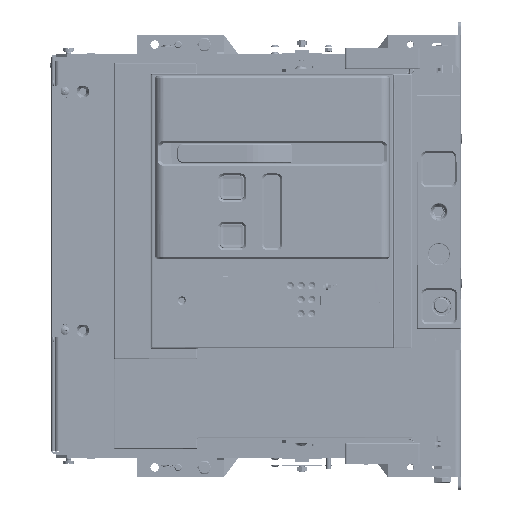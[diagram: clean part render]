
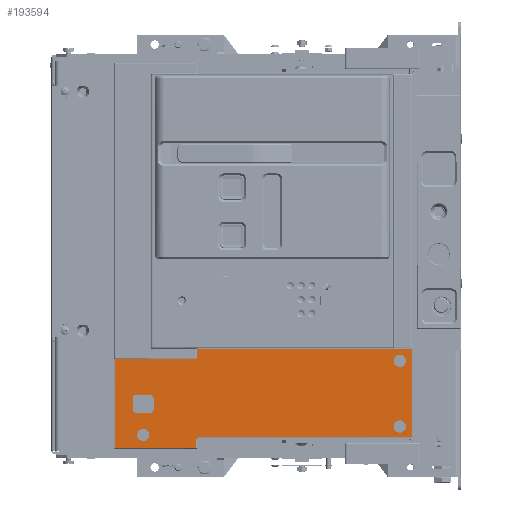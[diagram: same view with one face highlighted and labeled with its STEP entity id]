
A CAD part, left-side view. The second image highlights one B-rep face of the part: STEP entity #193594.
In plain terms, the highlighted planar face has unit normal (-1, 0, 0).
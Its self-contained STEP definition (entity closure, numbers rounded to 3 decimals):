
#56926=DIRECTION('',(0.,0.,-1.));
#56927=VECTOR('',#56926,94.);
#56928=CARTESIAN_POINT('',(-235.,317.,-14.5));
#56929=LINE('',#56928,#56927);
#56934=DIRECTION('',(0.,-1.,0.));
#56935=VECTOR('',#56934,88.);
#56936=CARTESIAN_POINT('',(-235.,317.,-14.5));
#56937=LINE('',#56936,#56935);
#56938=DIRECTION('',(0.,0.,1.));
#56939=VECTOR('',#56938,10.);
#56940=CARTESIAN_POINT('',(-235.,229.,-14.5));
#56941=LINE('',#56940,#56939);
#56942=CARTESIAN_POINT('',(-235.,228.,-4.5));
#56943=DIRECTION('',(1.,0.,0.));
#56944=DIRECTION('',(0.,1.,0.));
#56945=AXIS2_PLACEMENT_3D('',#56942,#56943,#56944);
#56947=DIRECTION('',(0.,-1.,0.));
#56948=VECTOR('',#56947,227.);
#56949=CARTESIAN_POINT('',(-235.,228.,-3.5));
#56950=LINE('',#56949,#56948);
#56951=CARTESIAN_POINT('',(-235.,227.,-100.5));
#56952=DIRECTION('',(-1.,0.,0.));
#56953=DIRECTION('',(0.,0.,1.));
#56954=AXIS2_PLACEMENT_3D('',#56951,#56952,#56953);
#56956=CARTESIAN_POINT('',(-235.,286.5,-95.));
#56957=DIRECTION('',(-1.,0.,0.));
#56958=DIRECTION('',(0.,-1.,0.));
#56959=AXIS2_PLACEMENT_3D('',#56956,#56957,#56958);
#56961=CARTESIAN_POINT('',(-235.,286.5,-95.));
#56962=DIRECTION('',(-1.,0.,0.));
#56963=DIRECTION('',(0.,1.,0.));
#56964=AXIS2_PLACEMENT_3D('',#56961,#56962,#56963);
#56966=CARTESIAN_POINT('',(-235.,13.5,-86.));
#56967=DIRECTION('',(-1.,0.,0.));
#56968=DIRECTION('',(0.,-1.,0.));
#56969=AXIS2_PLACEMENT_3D('',#56966,#56967,#56968);
#56971=CARTESIAN_POINT('',(-235.,13.5,-86.));
#56972=DIRECTION('',(-1.,0.,0.));
#56973=DIRECTION('',(0.,1.,0.));
#56974=AXIS2_PLACEMENT_3D('',#56971,#56972,#56973);
#56976=CARTESIAN_POINT('',(-235.,13.5,-16.));
#56977=DIRECTION('',(-1.,0.,0.));
#56978=DIRECTION('',(0.,-1.,0.));
#56979=AXIS2_PLACEMENT_3D('',#56976,#56977,#56978);
#56981=CARTESIAN_POINT('',(-235.,13.5,-16.));
#56982=DIRECTION('',(-1.,0.,0.));
#56983=DIRECTION('',(0.,1.,0.));
#56984=AXIS2_PLACEMENT_3D('',#56981,#56982,#56983);
#56986=CARTESIAN_POINT('',(-235.,294.1,-68.1));
#56987=DIRECTION('',(-1.,0.,0.));
#56988=DIRECTION('',(0.,1.,0.));
#56989=AXIS2_PLACEMENT_3D('',#56986,#56987,#56988);
#56991=DIRECTION('',(0.,-1.,0.));
#56992=VECTOR('',#56991,15.2);
#56993=CARTESIAN_POINT('',(-235.,294.1,-71.5));
#56994=LINE('',#56993,#56992);
#56995=CARTESIAN_POINT('',(-235.,278.9,-68.1));
#56996=DIRECTION('',(-1.,0.,0.));
#56997=DIRECTION('',(0.,0.,-1.));
#56998=AXIS2_PLACEMENT_3D('',#56995,#56996,#56997);
#57000=DIRECTION('',(0.,0.,1.));
#57001=VECTOR('',#57000,12.2);
#57002=CARTESIAN_POINT('',(-235.,275.5,-68.1));
#57003=LINE('',#57002,#57001);
#57004=CARTESIAN_POINT('',(-235.,278.9,-55.9));
#57005=DIRECTION('',(-1.,0.,0.));
#57006=DIRECTION('',(0.,-1.,0.));
#57007=AXIS2_PLACEMENT_3D('',#57004,#57005,#57006);
#57009=DIRECTION('',(0.,1.,0.));
#57010=VECTOR('',#57009,15.2);
#57011=CARTESIAN_POINT('',(-235.,278.9,-52.5));
#57012=LINE('',#57011,#57010);
#57013=CARTESIAN_POINT('',(-235.,294.1,-55.9));
#57014=DIRECTION('',(-1.,0.,0.));
#57015=DIRECTION('',(0.,0.,1.));
#57016=AXIS2_PLACEMENT_3D('',#57013,#57014,#57015);
#57018=DIRECTION('',(0.,0.,-1.));
#57019=VECTOR('',#57018,12.2);
#57020=CARTESIAN_POINT('',(-235.,297.5,-55.9));
#57021=LINE('',#57020,#57019);
#57026=DIRECTION('',(0.,0.,1.));
#57027=VECTOR('',#57026,94.);
#57028=CARTESIAN_POINT('',(-235.,1.,-97.5));
#57029=LINE('',#57028,#57027);
#57054=DIRECTION('',(0.,-1.,0.));
#57055=VECTOR('',#57054,226.);
#57056=CARTESIAN_POINT('',(-235.,227.,-97.5));
#57057=LINE('',#57056,#57055);
#57073=DIRECTION('',(0.,0.,1.));
#57074=VECTOR('',#57073,8.);
#57075=CARTESIAN_POINT('',(-235.,230.,-108.5));
#57076=LINE('',#57075,#57074);
#57097=DIRECTION('',(0.,-1.,0.));
#57098=VECTOR('',#57097,87.);
#57099=CARTESIAN_POINT('',(-235.,317.,-108.5));
#57100=LINE('',#57099,#57098);
#106733=CARTESIAN_POINT('',(-235.,229.,-14.5));
#106734=VERTEX_POINT('',#106733);
#106735=CARTESIAN_POINT('',(-235.,317.,-14.5));
#106736=VERTEX_POINT('',#106735);
#106745=CARTESIAN_POINT('',(-235.,229.,-4.5));
#106746=VERTEX_POINT('',#106745);
#106747=CARTESIAN_POINT('',(-235.,228.,-3.5));
#106748=VERTEX_POINT('',#106747);
#106751=CARTESIAN_POINT('',(-235.,1.,-3.5));
#106752=VERTEX_POINT('',#106751);
#111989=CARTESIAN_POINT('',(-235.,317.,-108.5));
#111990=VERTEX_POINT('',#111989);
#111993=CARTESIAN_POINT('',(-235.,1.,-97.5));
#111994=VERTEX_POINT('',#111993);
#111995=CARTESIAN_POINT('',(-235.,227.,-97.5));
#111996=VERTEX_POINT('',#111995);
#111997=CARTESIAN_POINT('',(-235.,230.,-100.5));
#111998=VERTEX_POINT('',#111997);
#111999=CARTESIAN_POINT('',(-235.,230.,-108.5));
#112000=VERTEX_POINT('',#111999);
#112001=CARTESIAN_POINT('',(-235.,280.,-95.));
#112002=CARTESIAN_POINT('',(-235.,293.,-95.));
#112003=VERTEX_POINT('',#112001);
#112004=VERTEX_POINT('',#112002);
#112005=CARTESIAN_POINT('',(-235.,7.,-86.));
#112006=CARTESIAN_POINT('',(-235.,20.,-86.));
#112007=VERTEX_POINT('',#112005);
#112008=VERTEX_POINT('',#112006);
#112009=CARTESIAN_POINT('',(-235.,7.,-16.));
#112010=CARTESIAN_POINT('',(-235.,20.,-16.));
#112011=VERTEX_POINT('',#112009);
#112012=VERTEX_POINT('',#112010);
#112013=CARTESIAN_POINT('',(-235.,297.5,-68.1));
#112014=CARTESIAN_POINT('',(-235.,294.1,-71.5));
#112015=VERTEX_POINT('',#112013);
#112016=VERTEX_POINT('',#112014);
#112017=CARTESIAN_POINT('',(-235.,278.9,-71.5));
#112018=VERTEX_POINT('',#112017);
#112019=CARTESIAN_POINT('',(-235.,275.5,-68.1));
#112020=VERTEX_POINT('',#112019);
#112021=CARTESIAN_POINT('',(-235.,275.5,-55.9));
#112022=VERTEX_POINT('',#112021);
#112023=CARTESIAN_POINT('',(-235.,278.9,-52.5));
#112024=VERTEX_POINT('',#112023);
#112025=CARTESIAN_POINT('',(-235.,294.1,-52.5));
#112026=VERTEX_POINT('',#112025);
#112027=CARTESIAN_POINT('',(-235.,297.5,-55.9));
#112028=VERTEX_POINT('',#112027);
#193536=CARTESIAN_POINT('',(-235.,208.69,-66.53));
#193537=DIRECTION('',(-1.,0.,0.));
#193538=DIRECTION('',(0.,-1.,0.));
#193539=AXIS2_PLACEMENT_3D('',#193536,#193537,#193538);
#193540=PLANE('',#193539);
#193541=ORIENTED_EDGE('',*,*,#193526,.F.);
#193542=ORIENTED_EDGE('',*,*,#123734,.T.);
#193543=ORIENTED_EDGE('',*,*,#123758,.T.);
#193544=ORIENTED_EDGE('',*,*,#123772,.T.);
#193545=ORIENTED_EDGE('',*,*,#123788,.T.);
#193547=ORIENTED_EDGE('',*,*,#193546,.F.);
#193549=ORIENTED_EDGE('',*,*,#193548,.F.);
#193551=ORIENTED_EDGE('',*,*,#193550,.T.);
#193553=ORIENTED_EDGE('',*,*,#193552,.F.);
#193555=ORIENTED_EDGE('',*,*,#193554,.F.);
#193556=EDGE_LOOP('',(#193541,#193542,#193543,#193544,#193545,#193547,#193549,
#193551,#193553,#193555));
#193557=FACE_OUTER_BOUND('',#193556,.F.);
#193559=ORIENTED_EDGE('',*,*,#193558,.T.);
#193561=ORIENTED_EDGE('',*,*,#193560,.T.);
#193562=EDGE_LOOP('',(#193559,#193561));
#193563=FACE_BOUND('',#193562,.F.);
#193565=ORIENTED_EDGE('',*,*,#193564,.T.);
#193567=ORIENTED_EDGE('',*,*,#193566,.T.);
#193568=EDGE_LOOP('',(#193565,#193567));
#193569=FACE_BOUND('',#193568,.F.);
#193571=ORIENTED_EDGE('',*,*,#193570,.T.);
#193573=ORIENTED_EDGE('',*,*,#193572,.T.);
#193574=EDGE_LOOP('',(#193571,#193573));
#193575=FACE_BOUND('',#193574,.F.);
#193577=ORIENTED_EDGE('',*,*,#193576,.T.);
#193579=ORIENTED_EDGE('',*,*,#193578,.T.);
#193581=ORIENTED_EDGE('',*,*,#193580,.T.);
#193583=ORIENTED_EDGE('',*,*,#193582,.T.);
#193585=ORIENTED_EDGE('',*,*,#193584,.T.);
#193587=ORIENTED_EDGE('',*,*,#193586,.T.);
#193589=ORIENTED_EDGE('',*,*,#193588,.T.);
#193591=ORIENTED_EDGE('',*,*,#193590,.T.);
#193592=EDGE_LOOP('',(#193577,#193579,#193581,#193583,#193585,#193587,#193589,
#193591));
#193593=FACE_BOUND('',#193592,.F.);
#193594=ADVANCED_FACE('',(#193557,#193563,#193569,#193575,#193593),#193540,.T.);
#56946=CIRCLE('',#56945,1.);
#56955=CIRCLE('',#56954,3.);
#56960=CIRCLE('',#56959,6.5);
#56965=CIRCLE('',#56964,6.5);
#56970=CIRCLE('',#56969,6.5);
#56975=CIRCLE('',#56974,6.5);
#56980=CIRCLE('',#56979,6.5);
#56985=CIRCLE('',#56984,6.5);
#56990=CIRCLE('',#56989,3.4);
#56999=CIRCLE('',#56998,3.4);
#57008=CIRCLE('',#57007,3.4);
#57017=CIRCLE('',#57016,3.4);
#123734=EDGE_CURVE('',#106736,#106734,#56937,.T.);
#123758=EDGE_CURVE('',#106734,#106746,#56941,.T.);
#123772=EDGE_CURVE('',#106746,#106748,#56946,.T.);
#123788=EDGE_CURVE('',#106748,#106752,#56950,.T.);
#193526=EDGE_CURVE('',#106736,#111990,#56929,.T.);
#193546=EDGE_CURVE('',#111994,#106752,#57029,.T.);
#193548=EDGE_CURVE('',#111996,#111994,#57057,.T.);
#193550=EDGE_CURVE('',#111996,#111998,#56955,.T.);
#193552=EDGE_CURVE('',#112000,#111998,#57076,.T.);
#193554=EDGE_CURVE('',#111990,#112000,#57100,.T.);
#193558=EDGE_CURVE('',#112003,#112004,#56960,.T.);
#193560=EDGE_CURVE('',#112004,#112003,#56965,.T.);
#193564=EDGE_CURVE('',#112007,#112008,#56970,.T.);
#193566=EDGE_CURVE('',#112008,#112007,#56975,.T.);
#193570=EDGE_CURVE('',#112011,#112012,#56980,.T.);
#193572=EDGE_CURVE('',#112012,#112011,#56985,.T.);
#193576=EDGE_CURVE('',#112015,#112016,#56990,.T.);
#193578=EDGE_CURVE('',#112016,#112018,#56994,.T.);
#193580=EDGE_CURVE('',#112018,#112020,#56999,.T.);
#193582=EDGE_CURVE('',#112020,#112022,#57003,.T.);
#193584=EDGE_CURVE('',#112022,#112024,#57008,.T.);
#193586=EDGE_CURVE('',#112024,#112026,#57012,.T.);
#193588=EDGE_CURVE('',#112026,#112028,#57017,.T.);
#193590=EDGE_CURVE('',#112028,#112015,#57021,.T.);
